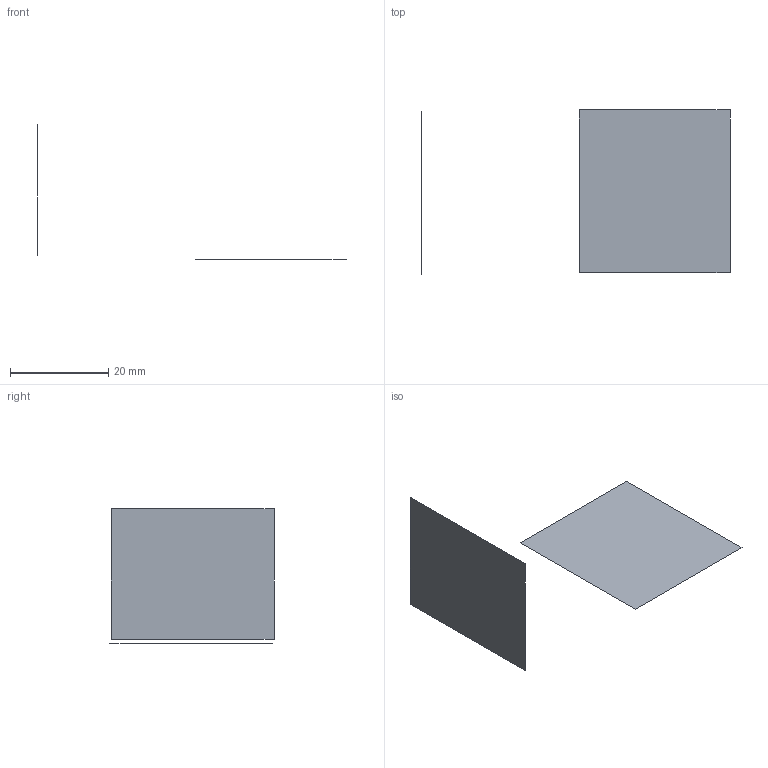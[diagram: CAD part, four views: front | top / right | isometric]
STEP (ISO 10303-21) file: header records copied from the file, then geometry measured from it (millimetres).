
FILE_DESCRIPTION(/* description */ (''),/* implementation_level */ '2;1');
FILE_NAME(/* name */ 'planes.step',/* time_stamp */ '2024-08-11T00:58:51-06:00',/* author */ (''),/* organization */ (''),/* preprocessor_version */ 'ST-DEVELOPER v20',/* originating_system */ 'Autodesk Translation Framework v13.14.0.145',/* authorisation */ '');
FILE_SCHEMA (('AUTOMOTIVE_DESIGN { 1 0 10303 214 3 1 1 }'));
Length unit declared in the file: millimetre
Products named in the file (1): sculpter
Bounding box: 62.72 x 33.4 x 27.48 mm (x, y, z)
Surface area: 1899.7 mm2 (no closed solid volume)
Topology: 0 solids, 2 shells, 2 faces, 8 edges, 8 vertices
Faces by surface type: plane 2
Entity records: 122 total; most frequent: CARTESIAN_POINT 19, DIRECTION 14, LINE 8, VECTOR 8, VERTEX_POINT 8, EDGE_CURVE 8, ORIENTED_EDGE 8, AXIS2_PLACEMENT_3D 3
